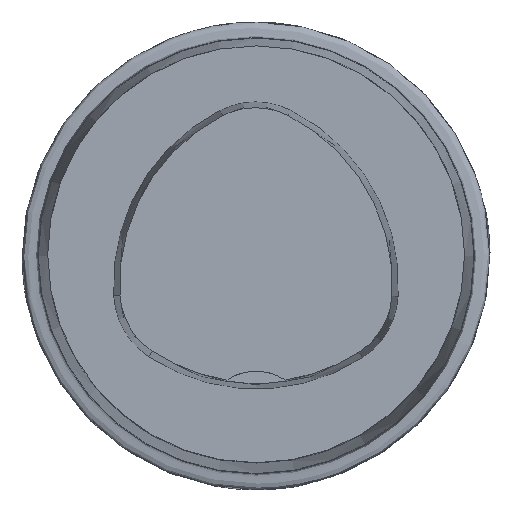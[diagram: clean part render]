
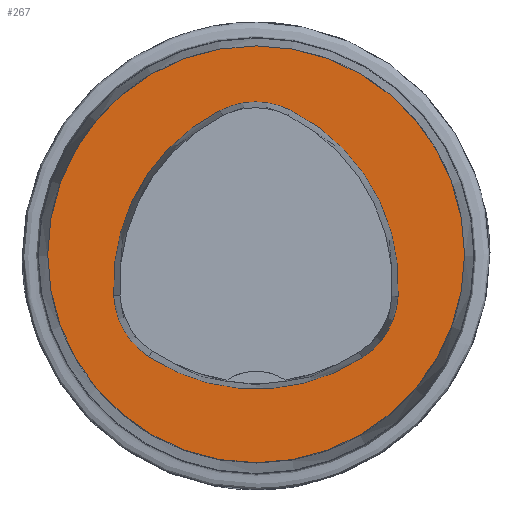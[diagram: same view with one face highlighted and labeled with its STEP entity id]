
A CAD part, top view. The second image highlights one B-rep face of the part: STEP entity #267.
In plain terms, the highlighted planar face has unit normal (0, 0, 1).
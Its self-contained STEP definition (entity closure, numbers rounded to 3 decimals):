
#232=FACE_BOUND('',#385,.T.);
#233=FACE_BOUND('',#386,.T.);
#267=ADVANCED_FACE('',(#232,#233),#289,.T.);
#289=PLANE('',#885);
#385=EDGE_LOOP('',(#502,#503,#504,#505,#506,#507));
#386=EDGE_LOOP('',(#508));
#502=ORIENTED_EDGE('',*,*,#666,.T.);
#503=ORIENTED_EDGE('',*,*,#646,.T.);
#504=ORIENTED_EDGE('',*,*,#650,.T.);
#505=ORIENTED_EDGE('',*,*,#653,.T.);
#506=ORIENTED_EDGE('',*,*,#656,.T.);
#507=ORIENTED_EDGE('',*,*,#664,.T.);
#508=ORIENTED_EDGE('',*,*,#637,.F.);
#579=VERTEX_POINT('',#1244);
#588=VERTEX_POINT('',#1263);
#589=VERTEX_POINT('',#1264);
#592=VERTEX_POINT('',#1272);
#594=VERTEX_POINT('',#1278);
#596=VERTEX_POINT('',#1284);
#603=VERTEX_POINT('',#1305);
#637=EDGE_CURVE('',#579,#579,#702,.T.);
#646=EDGE_CURVE('',#588,#589,#703,.T.);
#650=EDGE_CURVE('',#589,#592,#705,.T.);
#653=EDGE_CURVE('',#592,#594,#707,.T.);
#656=EDGE_CURVE('',#594,#596,#709,.T.);
#664=EDGE_CURVE('',#596,#603,#713,.T.);
#666=EDGE_CURVE('',#603,#588,#715,.T.);
#702=CIRCLE('',#857,16.);
#703=CIRCLE('',#863,15.);
#705=CIRCLE('',#866,6.);
#707=CIRCLE('',#869,15.);
#709=CIRCLE('',#872,6.);
#713=CIRCLE('',#877,15.);
#715=CIRCLE('',#880,6.);
#857=AXIS2_PLACEMENT_3D('',#1243,#1027,#1028);
#863=AXIS2_PLACEMENT_3D('',#1262,#1043,#1044);
#866=AXIS2_PLACEMENT_3D('',#1271,#1051,#1052);
#869=AXIS2_PLACEMENT_3D('',#1277,#1058,#1059);
#872=AXIS2_PLACEMENT_3D('',#1283,#1065,#1066);
#877=AXIS2_PLACEMENT_3D('',#1306,#1077,#1078);
#880=AXIS2_PLACEMENT_3D('',#1309,#1083,#1084);
#885=AXIS2_PLACEMENT_3D('',#1314,#1093,#1094);
#1027=DIRECTION('',(0.,0.,-1.));
#1028=DIRECTION('',(-1.,0.,0.));
#1043=DIRECTION('',(0.,0.,-1.));
#1044=DIRECTION('',(-1.,0.,0.));
#1051=DIRECTION('',(0.,0.,-1.));
#1052=DIRECTION('',(-1.,0.,0.));
#1058=DIRECTION('',(0.,0.,-1.));
#1059=DIRECTION('',(-1.,0.,0.));
#1065=DIRECTION('',(0.,0.,-1.));
#1066=DIRECTION('',(-1.,0.,0.));
#1077=DIRECTION('',(0.,0.,-1.));
#1078=DIRECTION('',(-1.,0.,0.));
#1083=DIRECTION('',(0.,0.,-1.));
#1084=DIRECTION('',(-1.,0.,0.));
#1093=DIRECTION('',(0.,0.,1.));
#1094=DIRECTION('',(1.,0.,0.));
#1243=CARTESIAN_POINT('',(0.,0.,0.));
#1244=CARTESIAN_POINT('',(-16.,0.,0.));
#1262=CARTESIAN_POINT('',(4.048,-2.316,0.));
#1263=CARTESIAN_POINT('',(-10.926,-3.206,0.));
#1264=CARTESIAN_POINT('',(-2.774,11.043,0.));
#1271=CARTESIAN_POINT('',(-0.045,5.7,0.));
#1272=CARTESIAN_POINT('',(2.638,11.066,0.));
#1277=CARTESIAN_POINT('',(-4.07,-2.35,0.));
#1278=CARTESIAN_POINT('',(10.903,-3.249,0.));
#1283=CARTESIAN_POINT('',(4.914,-2.889,0.));
#1284=CARTESIAN_POINT('',(8.177,-7.924,0.));
#1305=CARTESIAN_POINT('',(-8.24,-7.859,0.));
#1306=CARTESIAN_POINT('',(0.019,4.663,0.));
#1309=CARTESIAN_POINT('',(-4.936,-2.85,0.));
#1314=CARTESIAN_POINT('',(0.,0.,0.));
